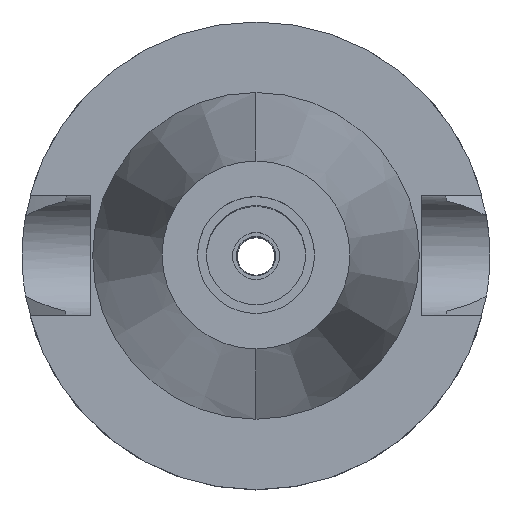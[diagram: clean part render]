
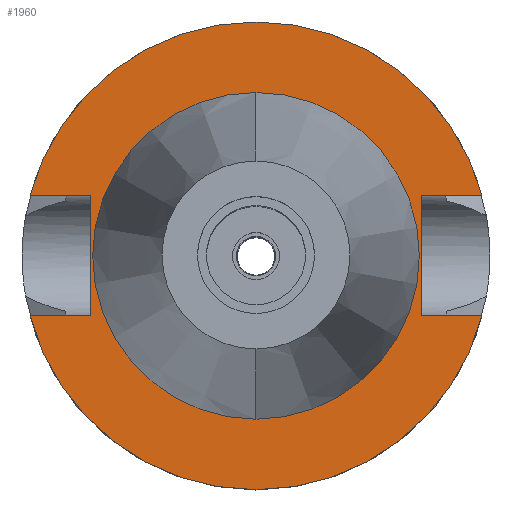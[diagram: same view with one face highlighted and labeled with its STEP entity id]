
A CAD part, top view. The second image highlights one B-rep face of the part: STEP entity #1960.
In plain terms, the highlighted planar face has unit normal (0, 0, 1).
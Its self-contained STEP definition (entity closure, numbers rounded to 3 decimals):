
#736=DIRECTION('',(1.,0.,0.));
#737=VECTOR('',#736,12.921);
#738=CARTESIAN_POINT('',(35.4,12.85,-1.5));
#739=LINE('',#738,#737);
#783=DIRECTION('',(0.,1.,0.));
#784=VECTOR('',#783,25.7);
#785=CARTESIAN_POINT('',(-35.4,-12.85,-1.5));
#786=LINE('',#785,#784);
#790=DIRECTION('',(-1.,0.,0.));
#791=VECTOR('',#790,12.921);
#792=CARTESIAN_POINT('',(-35.4,12.85,-1.5));
#793=LINE('',#792,#791);
#797=CARTESIAN_POINT('',(0.,0.,-1.5));
#798=DIRECTION('',(0.,0.,-1.));
#799=DIRECTION('',(-0.966,0.257,0.));
#800=AXIS2_PLACEMENT_3D('',#797,#798,#799);
#805=CARTESIAN_POINT('',(0.,0.,-1.5));
#806=DIRECTION('',(0.,0.,-1.));
#807=DIRECTION('',(0.,1.,0.));
#808=AXIS2_PLACEMENT_3D('',#805,#806,#807);
#813=DIRECTION('',(0.,-1.,0.));
#814=VECTOR('',#813,25.7);
#815=CARTESIAN_POINT('',(35.4,12.85,-1.5));
#816=LINE('',#815,#814);
#820=DIRECTION('',(1.,0.,0.));
#821=VECTOR('',#820,12.921);
#822=CARTESIAN_POINT('',(35.4,-12.85,-1.5));
#823=LINE('',#822,#821);
#827=CARTESIAN_POINT('',(0.,0.,-1.5));
#828=DIRECTION('',(0.,0.,-1.));
#829=DIRECTION('',(0.966,-0.257,0.));
#830=AXIS2_PLACEMENT_3D('',#827,#828,#829);
#835=CARTESIAN_POINT('',(0.,0.,-1.5));
#836=DIRECTION('',(0.,0.,-1.));
#837=DIRECTION('',(0.,-1.,0.));
#838=AXIS2_PLACEMENT_3D('',#835,#836,#837);
#843=CARTESIAN_POINT('',(0.,0.,-1.5));
#844=DIRECTION('',(0.,0.,1.));
#845=DIRECTION('',(0.,-1.,0.));
#846=AXIS2_PLACEMENT_3D('',#843,#844,#845);
#851=CARTESIAN_POINT('',(0.,0.,-1.5));
#852=DIRECTION('',(0.,0.,1.));
#853=DIRECTION('',(0.,1.,0.));
#854=AXIS2_PLACEMENT_3D('',#851,#852,#853);
#889=DIRECTION('',(-1.,0.,0.));
#890=VECTOR('',#889,12.921);
#891=CARTESIAN_POINT('',(-35.4,-12.85,-1.5));
#892=LINE('',#891,#890);
#1259=CARTESIAN_POINT('',(-35.4,-12.85,-1.5));
#1260=VERTEX_POINT('',#1259);
#1261=CARTESIAN_POINT('',(-48.321,-12.85,-1.5));
#1262=VERTEX_POINT('',#1261);
#1265=CARTESIAN_POINT('',(-35.4,12.85,-1.5));
#1266=VERTEX_POINT('',#1265);
#1267=CARTESIAN_POINT('',(-48.321,12.85,-1.5));
#1268=VERTEX_POINT('',#1267);
#1269=CARTESIAN_POINT('',(0.,50.,-1.5));
#1270=CARTESIAN_POINT('',(48.321,12.85,-1.5));
#1271=VERTEX_POINT('',#1269);
#1272=VERTEX_POINT('',#1270);
#1273=CARTESIAN_POINT('',(35.4,12.85,-1.5));
#1274=VERTEX_POINT('',#1273);
#1275=CARTESIAN_POINT('',(35.4,-12.85,-1.5));
#1276=VERTEX_POINT('',#1275);
#1277=CARTESIAN_POINT('',(48.321,-12.85,-1.5));
#1278=VERTEX_POINT('',#1277);
#1279=CARTESIAN_POINT('',(0.,-50.,-1.5));
#1280=VERTEX_POINT('',#1279);
#1281=CARTESIAN_POINT('',(0.,-34.925,-1.5));
#1282=CARTESIAN_POINT('',(0.,34.925,-1.5));
#1283=VERTEX_POINT('',#1281);
#1284=VERTEX_POINT('',#1282);
#1929=CARTESIAN_POINT('',(0.,0.,-1.5));
#1930=DIRECTION('',(0.,0.,-1.));
#1931=DIRECTION('',(0.,-1.,0.));
#1932=AXIS2_PLACEMENT_3D('',#1929,#1930,#1931);
#1933=PLANE('',#1932);
#1935=ORIENTED_EDGE('',*,*,#1934,.T.);
#1937=ORIENTED_EDGE('',*,*,#1936,.T.);
#1939=ORIENTED_EDGE('',*,*,#1938,.T.);
#1941=ORIENTED_EDGE('',*,*,#1940,.T.);
#1942=ORIENTED_EDGE('',*,*,#1905,.F.);
#1943=ORIENTED_EDGE('',*,*,#1919,.T.);
#1945=ORIENTED_EDGE('',*,*,#1944,.T.);
#1947=ORIENTED_EDGE('',*,*,#1946,.T.);
#1949=ORIENTED_EDGE('',*,*,#1948,.T.);
#1951=ORIENTED_EDGE('',*,*,#1950,.F.);
#1952=EDGE_LOOP('',(#1935,#1937,#1939,#1941,#1942,#1943,#1945,#1947,#1949,
#1951));
#1953=FACE_OUTER_BOUND('',#1952,.F.);
#1955=ORIENTED_EDGE('',*,*,#1954,.T.);
#1957=ORIENTED_EDGE('',*,*,#1956,.T.);
#1958=EDGE_LOOP('',(#1955,#1957));
#1959=FACE_BOUND('',#1958,.F.);
#801=CIRCLE('',#800,50.);
#809=CIRCLE('',#808,50.);
#831=CIRCLE('',#830,50.);
#839=CIRCLE('',#838,50.);
#847=CIRCLE('',#846,34.925);
#855=CIRCLE('',#854,34.925);
#1905=EDGE_CURVE('',#1274,#1272,#739,.T.);
#1919=EDGE_CURVE('',#1274,#1276,#816,.T.);
#1934=EDGE_CURVE('',#1260,#1266,#786,.T.);
#1936=EDGE_CURVE('',#1266,#1268,#793,.T.);
#1938=EDGE_CURVE('',#1268,#1271,#801,.T.);
#1940=EDGE_CURVE('',#1271,#1272,#809,.T.);
#1944=EDGE_CURVE('',#1276,#1278,#823,.T.);
#1946=EDGE_CURVE('',#1278,#1280,#831,.T.);
#1948=EDGE_CURVE('',#1280,#1262,#839,.T.);
#1950=EDGE_CURVE('',#1260,#1262,#892,.T.);
#1954=EDGE_CURVE('',#1283,#1284,#847,.T.);
#1956=EDGE_CURVE('',#1284,#1283,#855,.T.);
#1960=ADVANCED_FACE('',(#1953,#1959),#1933,.F.);
